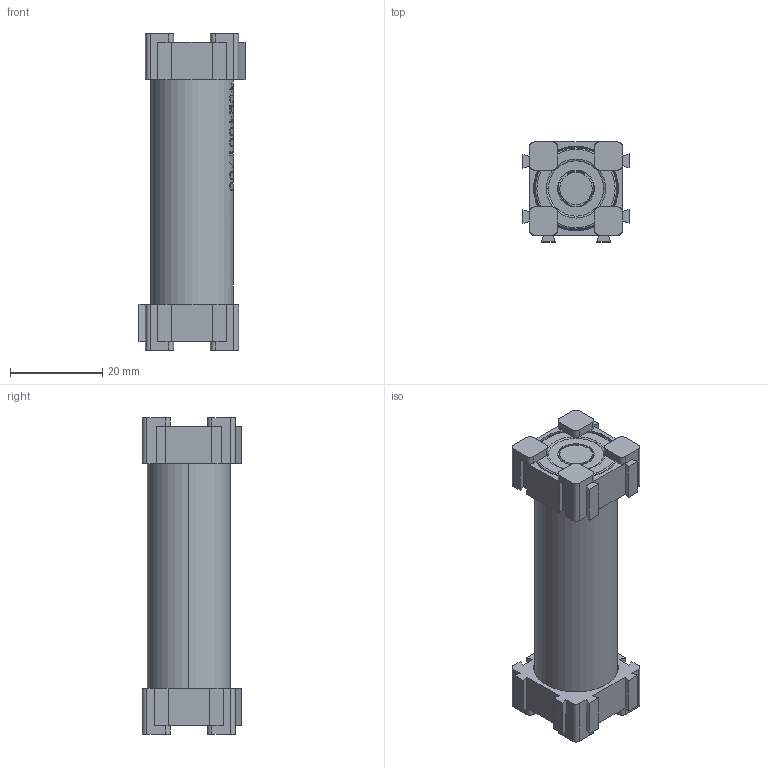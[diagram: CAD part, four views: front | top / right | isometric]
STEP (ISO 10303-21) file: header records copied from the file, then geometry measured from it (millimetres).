
FILE_DESCRIPTION (( 'STEP AP203' ), '1' );
FILE_NAME ('18650 SINGLE CELL WITH HOLDER ASSY.STEP', '2017-10-05T06:51:43', ( '' ), ( '' ), 'SwSTEP 2.0', 'SolidWorks 2016', '' );
FILE_SCHEMA (( 'CONFIG_CONTROL_DESIGN' ));
Length unit declared in the file: millimetre
Products named in the file (7): battery terminal -; battery washer; battery case; battery terminal +; 18650 battery; 18650 SINGLE CELL WITH HOLDER ASSY; 18650 LITHIUM SINGLE CELL HOLDER_D‚faut
Assembly tree (7 placements, depth 3):
  18650 SINGLE CELL WITH HOLDER ASSY
    18650 LITHIUM SINGLE CELL HOLDER_D‚faut  x2
    18650 battery
      battery terminal -
      battery washer
      battery case
      battery terminal +
Bounding box: 23 x 21.6 x 68.6 mm (x, y, z)
Volume: 3726 mm3; surface area: 12908.2 mm2
Topology: 6 solids, 6 shells, 900 faces, 2486 edges, 1622 vertices
Faces by surface type: bspline 416, plane 327, cylinder 123, torus 34
Entity records: 38553 total; most frequent: CARTESIAN_POINT 20551, ORIENTED_EDGE 4544, EDGE_CURVE 2272, DIRECTION 2058, VERTEX_POINT 1490, B_SPLINE_CURVE_WITH_KNOTS 1417, EDGE_LOOP 854, FACE_OUTER_BOUND 817
